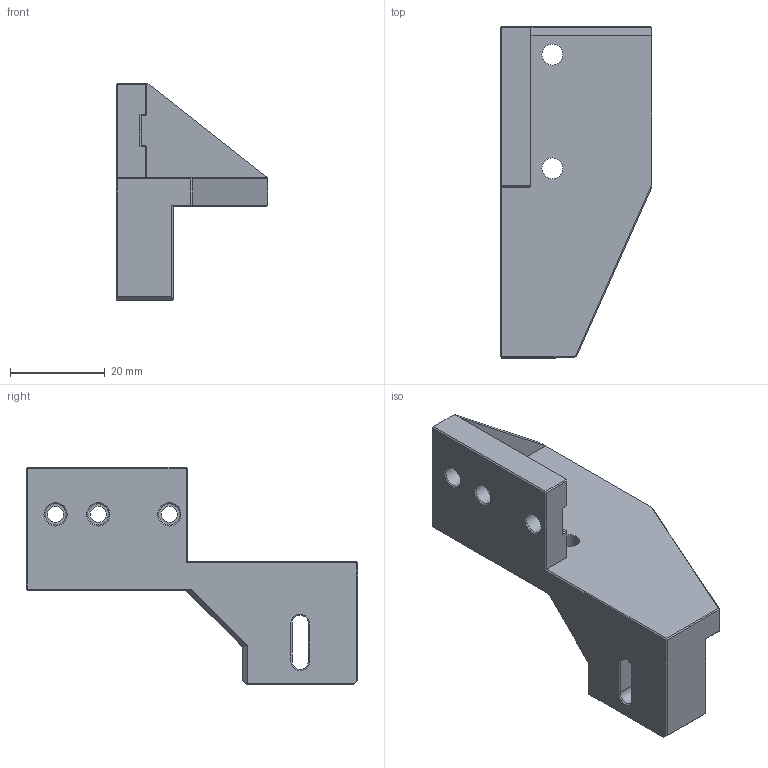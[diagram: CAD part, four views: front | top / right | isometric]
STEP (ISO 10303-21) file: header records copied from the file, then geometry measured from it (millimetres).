
FILE_DESCRIPTION(/* description */ ('STEP AP242','CAx-IF Rec.Pracs.---Representation and Presentation of Product Manufacturing Information (PMI)---4.0---2014-10-13','CAx-IF Rec.Pracs.---3D Tessellated Geometry---0.4---2014-09-14','2;1'),/* implementation_level */ '2;1');
FILE_NAME(/* name */ '68ebb44a52109dff3b5caecc',/* time_stamp */ '2025-10-12T13:59:39Z',/* author */ (''),/* organization */ (''),/* preprocessor_version */ 'ST-DEVELOPER v20',/* originating_system */ 'ONSHAPE BY PTC INC, 1.205',/* authorisation */ ' ');
FILE_SCHEMA (('AP242_MANAGED_MODEL_BASED_3D_ENGINEERING_MIM_LF { 1 0 10303 442 1 1 4 }'));
Length unit declared in the file: metre
Products named in the file (1): Bracket
Bounding box: 32 x 70 x 46 mm (x, y, z)
Volume: 21641.3 mm3; surface area: 9470.8 mm2
Topology: 1 solids, 1 shells, 168 faces, 388 edges, 231 vertices
Faces by surface type: plane 149, cylinder 10, cone 9
Full cylindrical faces by diameter (mm): 3.4 x3, 4.4 x5
Entity records: 4521 total; most frequent: CARTESIAN_POINT 789, ORIENTED_EDGE 740, DIRECTION 729, EDGE_CURVE 370, LINE 333, VECTOR 333, VERTEX_POINT 226, EDGE_LOOP 202
